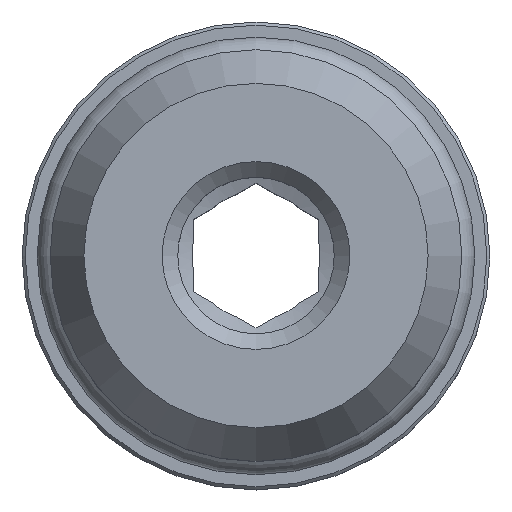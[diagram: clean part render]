
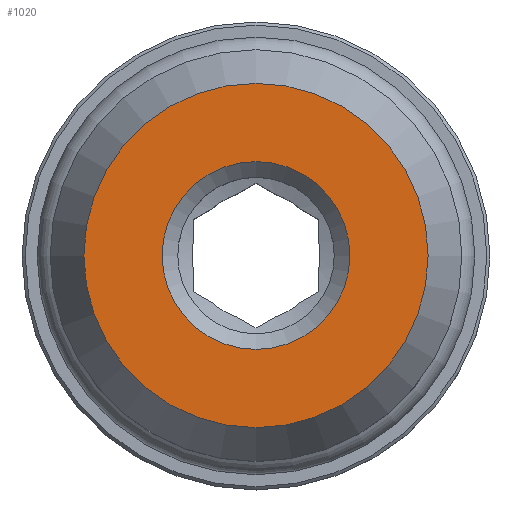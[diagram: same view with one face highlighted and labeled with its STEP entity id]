
A CAD part, top view. The second image highlights one B-rep face of the part: STEP entity #1020.
In plain terms, the highlighted planar face has unit normal (0, 0, 1).
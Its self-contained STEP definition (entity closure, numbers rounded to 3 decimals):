
#44=CIRCLE('',#1081,3.);
#46=CIRCLE('',#1084,5.5);
#172=ORIENTED_EDGE('',*,*,#322,.F.);
#173=ORIENTED_EDGE('',*,*,#320,.T.);
#320=EDGE_CURVE('',#392,#392,#44,.T.);
#322=EDGE_CURVE('',#394,#394,#46,.T.);
#392=VERTEX_POINT('',#1503);
#394=VERTEX_POINT('',#1508);
#497=EDGE_LOOP('',(#172));
#498=EDGE_LOOP('',(#173));
#577=FACE_BOUND('',#497,.T.);
#578=FACE_BOUND('',#498,.T.);
#653=PLANE('',#1083);
#1020=ADVANCED_FACE('',(#577,#578),#653,.F.);
#1081=AXIS2_PLACEMENT_3D('',#1502,#1225,#1226);
#1083=AXIS2_PLACEMENT_3D('',#1506,#1229,#1230);
#1084=AXIS2_PLACEMENT_3D('',#1507,#1231,#1232);
#1225=DIRECTION('',(0.,0.,-1.));
#1226=DIRECTION('',(-1.,0.,0.));
#1229=DIRECTION('',(0.,0.,-1.));
#1230=DIRECTION('',(-1.,0.,0.));
#1231=DIRECTION('',(0.,0.,-1.));
#1232=DIRECTION('',(-1.,0.,0.));
#1502=CARTESIAN_POINT('',(0.,0.,0.));
#1503=CARTESIAN_POINT('',(-3.,0.,0.));
#1506=CARTESIAN_POINT('',(0.,3.,0.));
#1507=CARTESIAN_POINT('',(0.,0.,0.));
#1508=CARTESIAN_POINT('',(-5.5,0.,0.));
